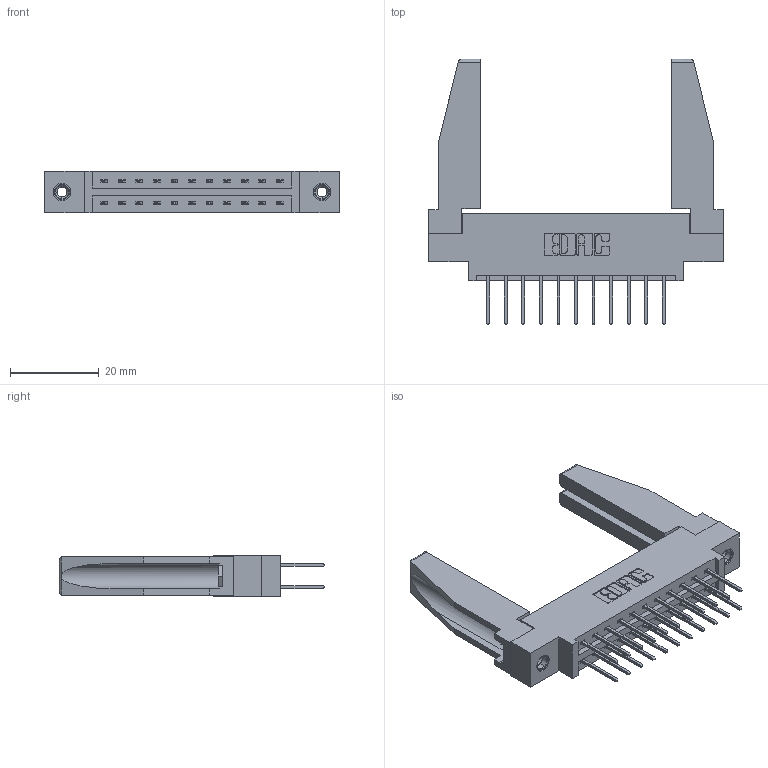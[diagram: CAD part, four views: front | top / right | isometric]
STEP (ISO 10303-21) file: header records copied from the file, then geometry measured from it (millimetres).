
FILE_DESCRIPTION (( 'STEP AP203' ), '1' );
FILE_NAME ('387-022-523-878.STEP', '2019-10-16T16:32:05', ( '' ), ( '' ), 'SwSTEP 2.0', 'SolidWorks 2016', '' );
FILE_SCHEMA (( 'CONFIG_CONTROL_DESIGN' ));
Length unit declared in the file: inch
Products named in the file (5): 307-220-078; 345-250-001_345-250-001-102; 337 Part_0.170 Offset - 0.156 Dia-TI; 387-022-523-878; 345-292-001_345-293-123
Assembly tree (27 placements, depth 2):
  387-022-523-878
    337 Part_0.170 Offset - 0.156 Dia-TI
    345-292-001_345-293-123  x22
    345-250-001_345-250-001-102  x2
    307-220-078  x2
Bounding box: 66.6 x 59.95 x 9.4 mm (x, y, z)
Volume: 10527 mm3; surface area: 11237.8 mm2
Topology: 27 solids, 27 shells, 1436 faces, 4195 edges, 2758 vertices
Faces by surface type: plane 994, cylinder 426, cone 12, torus 4
Entity records: 15128 total; most frequent: CARTESIAN_POINT 2576, ORIENTED_EDGE 2468, DIRECTION 2254, EDGE_CURVE 1234, LINE 1068, VECTOR 1068, VERTEX_POINT 816, AXIS2_PLACEMENT_3D 593
